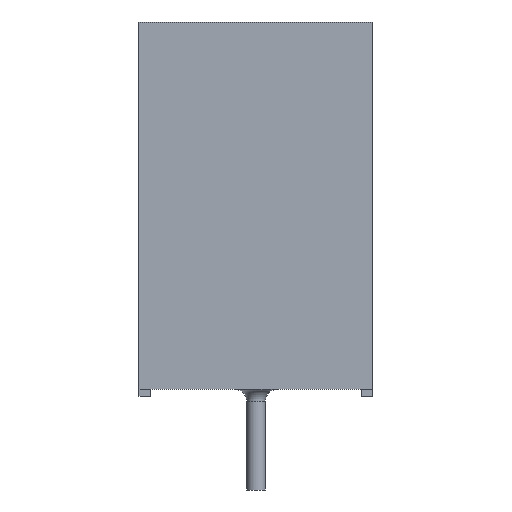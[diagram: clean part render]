
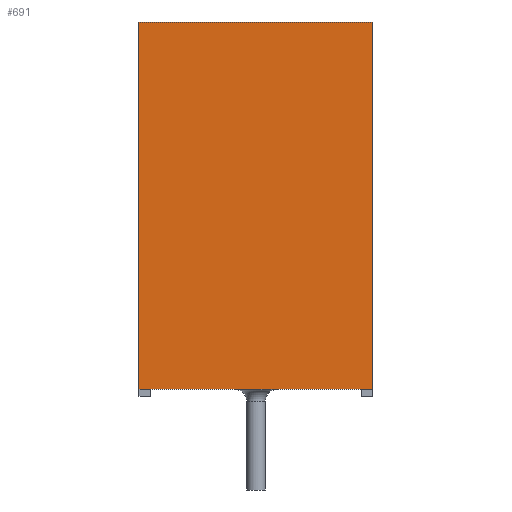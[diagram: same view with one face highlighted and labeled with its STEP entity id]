
A CAD part, left-side view. The second image highlights one B-rep face of the part: STEP entity #691.
In plain terms, the highlighted planar face has unit normal (-1, 0, 0).
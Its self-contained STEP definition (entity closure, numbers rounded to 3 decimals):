
#691 = ADVANCED_FACE( '', ( #1426 ), #1427, .F. );
#1426 = FACE_OUTER_BOUND( '', #2206, .T. );
#1427 = PLANE( '', #2207 );
#2206 = EDGE_LOOP( '', ( #4883, #4884, #4885, #4886 ) );
#2207 = AXIS2_PLACEMENT_3D( '', #4887, #4888, #4889 );
#4883 = ORIENTED_EDGE( '', *, *, #5486, .T. );
#4884 = ORIENTED_EDGE( '', *, *, #5387, .F. );
#4885 = ORIENTED_EDGE( '', *, *, #5243, .F. );
#4886 = ORIENTED_EDGE( '', *, *, #5541, .T. );
#4887 = CARTESIAN_POINT( '', ( -9., -5., 7.85 ) );
#4888 = DIRECTION( '', ( 1., 0., 0. ) );
#4889 = DIRECTION( '', ( 0., 0., -1. ) );
#5243 = EDGE_CURVE( '', #6246, #6247, #6248, .T. );
#5387 = EDGE_CURVE( '', #6247, #6466, #6467, .T. );
#5486 = EDGE_CURVE( '', #6603, #6466, #6604, .T. );
#5541 = EDGE_CURVE( '', #6246, #6603, #6680, .T. );
#6246 = VERTEX_POINT( '', #8283 );
#6247 = VERTEX_POINT( '', #8284 );
#6248 = LINE( '', #8285, #8286 );
#6466 = VERTEX_POINT( '', #8775 );
#6467 = LINE( '', #8776, #8777 );
#6603 = VERTEX_POINT( '', #9214 );
#6604 = LINE( '', #9215, #9216 );
#6680 = LINE( '', #9493, #9494 );
#8283 = CARTESIAN_POINT( '', ( -9., -5., 7.85 ) );
#8284 = CARTESIAN_POINT( '', ( -9., -5., -7.85 ) );
#8285 = CARTESIAN_POINT( '', ( -9., -5., 7.85 ) );
#8286 = VECTOR( '', #10279, 1000. );
#8775 = CARTESIAN_POINT( '', ( -9., 5., -7.85 ) );
#8776 = CARTESIAN_POINT( '', ( -9., -5., -7.85 ) );
#8777 = VECTOR( '', #10367, 1000. );
#9214 = CARTESIAN_POINT( '', ( -9., 5., 7.85 ) );
#9215 = CARTESIAN_POINT( '', ( -9., 5., 7.85 ) );
#9216 = VECTOR( '', #10409, 1000. );
#9493 = CARTESIAN_POINT( '', ( -9., -5., 7.85 ) );
#9494 = VECTOR( '', #10441, 1000. );
#10279 = DIRECTION( '', ( 0., 0., -1. ) );
#10367 = DIRECTION( '', ( 0., 1., 0. ) );
#10409 = DIRECTION( '', ( 0., 0., -1. ) );
#10441 = DIRECTION( '', ( 0., 1., 0. ) );
